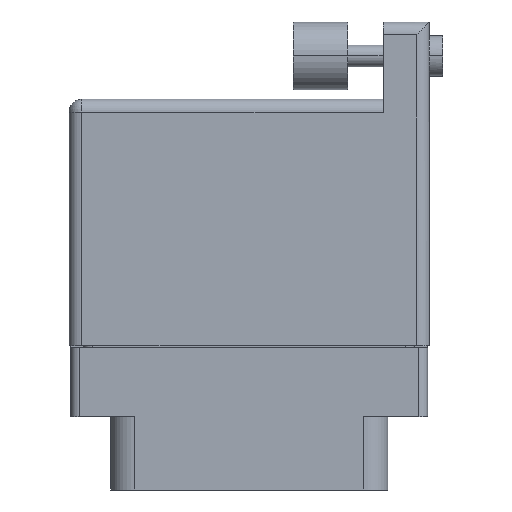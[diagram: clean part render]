
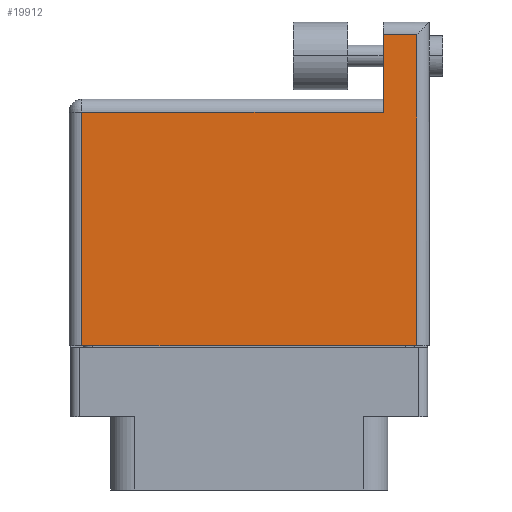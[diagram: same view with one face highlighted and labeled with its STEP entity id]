
A CAD part, front view. The second image highlights one B-rep face of the part: STEP entity #19912.
In plain terms, the highlighted face is planar.
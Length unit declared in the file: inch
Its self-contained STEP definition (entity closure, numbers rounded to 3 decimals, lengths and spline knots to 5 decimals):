
#1173 = VECTOR ( 'NONE', #29355, 39.37008 ) ;
#1898 = EDGE_CURVE ( 'NONE', #10136, #24949, #12988, .T. ) ;
#2309 = EDGE_CURVE ( 'NONE', #27099, #30106, #29828, .T. ) ;
#2426 = CARTESIAN_POINT ( 'NONE',  ( 0.4925, 1.043, 0.3575 ) ) ;
#2984 = VECTOR ( 'NONE', #6285, 39.37008 ) ;
#3072 = ORIENTED_EDGE ( 'NONE', *, *, #1898, .T. ) ;
#3655 = VECTOR ( 'NONE', #19269, 39.37008 ) ;
#4220 = CARTESIAN_POINT ( 'NONE',  ( -0.6625, 0.759, 0.3575 ) ) ;
#4905 = CARTESIAN_POINT ( 'NONE',  ( 0.6155, -0.1, 0.3575 ) ) ;
#4925 = DIRECTION ( 'NONE',  ( -1., 0., 0. ) ) ;
#5122 = ORIENTED_EDGE ( 'NONE', *, *, #22512, .T. ) ;
#5129 = DIRECTION ( 'NONE',  ( 0., -1., 0. ) ) ;
#5334 = CARTESIAN_POINT ( 'NONE',  ( 0.4925, 1.043, 0.3575 ) ) ;
#6285 = DIRECTION ( 'NONE',  ( -1., 0., 0. ) ) ;
#6376 = ORIENTED_EDGE ( 'NONE', *, *, #23228, .T. ) ;
#7313 = VERTEX_POINT ( 'NONE', #12228 ) ;
#8218 = ORIENTED_EDGE ( 'NONE', *, *, #27947, .T. ) ;
#9887 = LINE ( 'NONE', #21332, #3655 ) ;
#10136 = VERTEX_POINT ( 'NONE', #5334 ) ;
#12228 = CARTESIAN_POINT ( 'NONE',  ( 0.6155, 1.043, 0.3575 ) ) ;
#12501 = CARTESIAN_POINT ( 'NONE',  ( 0.4925, 0.759, 0.3575 ) ) ;
#12988 = LINE ( 'NONE', #16509, #23253 ) ;
#13139 = DIRECTION ( 'NONE',  ( 0., 0., -1. ) ) ;
#13313 = AXIS2_PLACEMENT_3D ( 'NONE', #27195, #13139, #15300 ) ;
#14162 = EDGE_CURVE ( 'NONE', #24949, #27857, #21718, .T. ) ;
#14358 = ORIENTED_EDGE ( 'NONE', *, *, #14162, .T. ) ;
#14888 = FACE_OUTER_BOUND ( 'NONE', #18892, .T. ) ;
#15300 = DIRECTION ( 'NONE',  ( -1., 0., 0. ) ) ;
#15813 = VECTOR ( 'NONE', #19111, 39.37008 ) ;
#16509 = CARTESIAN_POINT ( 'NONE',  ( 0.4925, 1.09, 0.3575 ) ) ;
#18672 = CARTESIAN_POINT ( 'NONE',  ( -0.6155, 0.759, 0.3575 ) ) ;
#18892 = EDGE_LOOP ( 'NONE', ( #27711, #8218, #5122, #3072, #14358, #6376 ) ) ;
#19111 = DIRECTION ( 'NONE',  ( 0., -1., 0. ) ) ;
#19208 = CARTESIAN_POINT ( 'NONE',  ( -0.6155, -0.1, 0.3575 ) ) ;
#19269 = DIRECTION ( 'NONE',  ( 0., 1., 0. ) ) ;
#19483 = CARTESIAN_POINT ( 'NONE',  ( -0.6625, -0.1, 0.3575 ) ) ;
#19912 = ADVANCED_FACE ( 'NONE', ( #14888 ), #29652, .F. ) ;
#21332 = CARTESIAN_POINT ( 'NONE',  ( 0.6155, 1.09, 0.3575 ) ) ;
#21718 = LINE ( 'NONE', #4220, #2984 ) ;
#22512 = EDGE_CURVE ( 'NONE', #7313, #10136, #23553, .T. ) ;
#23228 = EDGE_CURVE ( 'NONE', #27857, #27099, #26069, .T. ) ;
#23253 = VECTOR ( 'NONE', #5129, 39.37008 ) ;
#23553 = LINE ( 'NONE', #2426, #29815 ) ;
#24949 = VERTEX_POINT ( 'NONE', #12501 ) ;
#26069 = LINE ( 'NONE', #19208, #15813 ) ;
#27099 = VERTEX_POINT ( 'NONE', #27775 ) ;
#27195 = CARTESIAN_POINT ( 'NONE',  ( -0.6625, 0.806, 0.3575 ) ) ;
#27711 = ORIENTED_EDGE ( 'NONE', *, *, #2309, .T. ) ;
#27775 = CARTESIAN_POINT ( 'NONE',  ( -0.6155, -0.1, 0.3575 ) ) ;
#27857 = VERTEX_POINT ( 'NONE', #18672 ) ;
#27947 = EDGE_CURVE ( 'NONE', #30106, #7313, #9887, .T. ) ;
#29355 = DIRECTION ( 'NONE',  ( 1., 0., 0. ) ) ;
#29652 = PLANE ( 'NONE',  #13313 ) ;
#29815 = VECTOR ( 'NONE', #4925, 39.37008 ) ;
#29828 = LINE ( 'NONE', #19483, #1173 ) ;
#30106 = VERTEX_POINT ( 'NONE', #4905 ) ;
